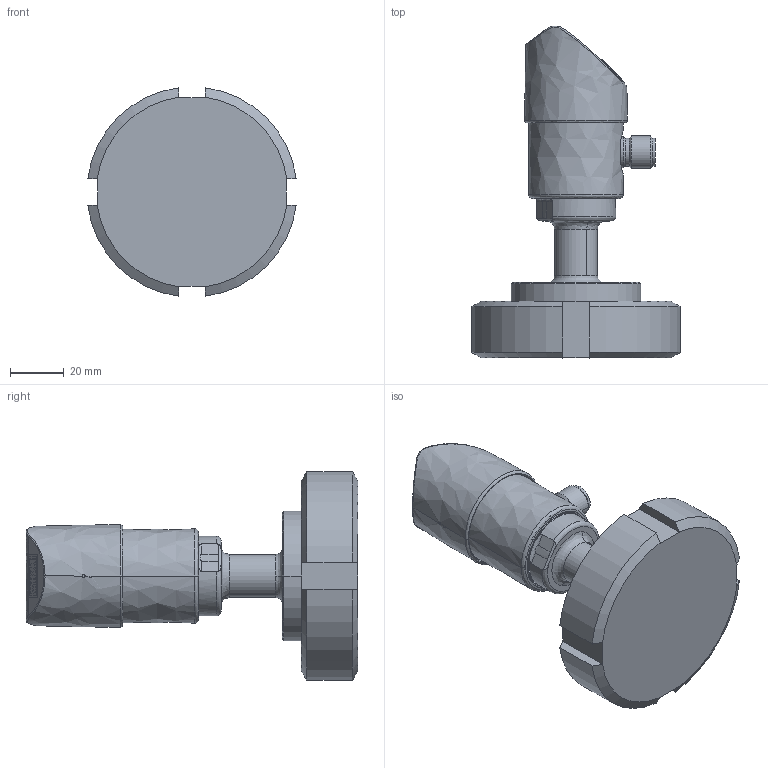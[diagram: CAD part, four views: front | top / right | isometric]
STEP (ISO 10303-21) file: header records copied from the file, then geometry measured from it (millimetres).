
FILE_DESCRIPTION((''),'2;1');
FILE_NAME('ASM0001_SW0002','2011-09-12T',('weissm'),(''),'PRO/ENGINEER BY PARAMETRIC TECHNOLOGY CORPORATION, 2009380','PRO/ENGINEER BY PARAMETRIC TECHNOLOGY CORPORATION, 2009380','');
FILE_SCHEMA(('AUTOMOTIVE_DESIGN_CC2 { 1 2 10303 214 -1 1 5 2 }'));
Length unit declared in the file: millimetre
Products named in the file (1): ASM0001_SW0002
Bounding box: 77.36 x 123.16 x 77.36 mm (x, y, z)
Volume: 179225.7 mm3; surface area: 26800.5 mm2
Topology: 1 solids, 2 shells, 560 faces, 1488 edges, 966 vertices
Faces by surface type: bspline 560
Entity records: 27762 total; most frequent: CARTESIAN_POINT 12629, ORIENTED_EDGE 2976, EDGE_CURVE 1488, DIRECTION 1084, VERTEX_POINT 966, VECTOR 686, LINE 686, B_SPLINE_CURVE_WITH_KNOTS 603
